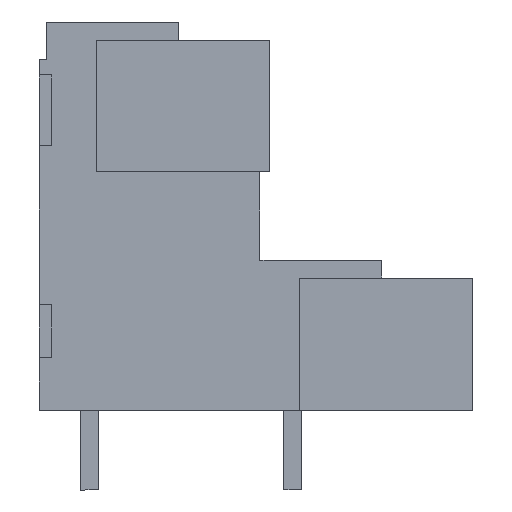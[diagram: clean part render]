
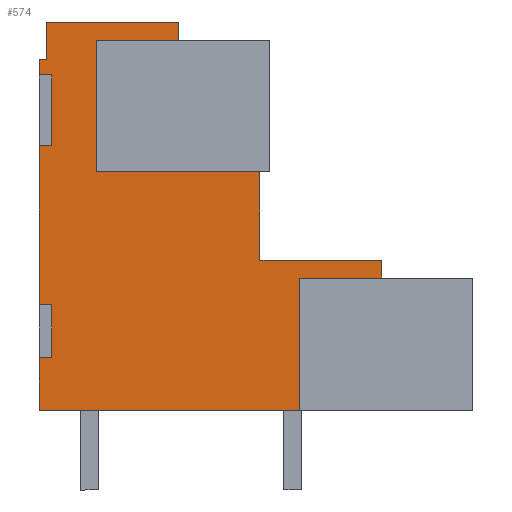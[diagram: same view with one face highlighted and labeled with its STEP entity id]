
A CAD part, left-side view. The second image highlights one B-rep face of the part: STEP entity #574.
In plain terms, the highlighted planar face has unit normal (-1, 0, 0).
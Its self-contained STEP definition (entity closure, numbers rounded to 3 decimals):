
#417=AXIS2_PLACEMENT_3D('Plane Axis2P3D',#414,#415,#416) ;
#87=CARTESIAN_POINT('Vertex',(0.7,21.3,18.025)) ;
#90=CARTESIAN_POINT('Line Origine',(0.7,16.675,18.025)) ;
#94=CARTESIAN_POINT('Vertex',(0.7,12.05,18.025)) ;
#295=CARTESIAN_POINT('Vertex',(0.7,16.65,25.475)) ;
#300=CARTESIAN_POINT('Line Origine',(0.7,18.975,25.475)) ;
#304=CARTESIAN_POINT('Vertex',(0.7,21.3,25.475)) ;
#402=CARTESIAN_POINT('Line Origine',(0.7,21.3,21.75)) ;
#414=CARTESIAN_POINT('Axis2P3D Location',(0.7,24.15,4.5)) ;
#419=CARTESIAN_POINT('Line Origine',(0.7,24.55,15.)) ;
#423=CARTESIAN_POINT('Vertex',(0.7,24.55,19.5)) ;
#425=CARTESIAN_POINT('Vertex',(0.7,24.55,10.5)) ;
#428=CARTESIAN_POINT('Line Origine',(0.7,24.2,10.5)) ;
#432=CARTESIAN_POINT('Vertex',(0.7,23.85,10.5)) ;
#435=CARTESIAN_POINT('Line Origine',(0.7,23.85,9.)) ;
#439=CARTESIAN_POINT('Vertex',(0.7,23.85,7.5)) ;
#442=CARTESIAN_POINT('Line Origine',(0.7,24.2,7.5)) ;
#446=CARTESIAN_POINT('Vertex',(0.7,24.55,7.5)) ;
#449=CARTESIAN_POINT('Line Origine',(0.7,24.55,6.)) ;
#453=CARTESIAN_POINT('Vertex',(0.7,24.55,4.5)) ;
#456=CARTESIAN_POINT('Line Origine',(0.7,17.175,4.5)) ;
#460=CARTESIAN_POINT('Vertex',(0.7,9.8,4.5)) ;
#463=CARTESIAN_POINT('Line Origine',(0.7,9.8,8.25)) ;
#467=CARTESIAN_POINT('Vertex',(0.7,9.8,12.)) ;
#470=CARTESIAN_POINT('Line Origine',(0.7,7.475,12.)) ;
#474=CARTESIAN_POINT('Vertex',(0.7,5.15,12.)) ;
#477=CARTESIAN_POINT('Line Origine',(0.7,5.15,12.5)) ;
#481=CARTESIAN_POINT('Vertex',(0.7,5.15,13.)) ;
#484=CARTESIAN_POINT('Line Origine',(0.7,8.6,13.)) ;
#488=CARTESIAN_POINT('Vertex',(0.7,12.05,13.)) ;
#491=CARTESIAN_POINT('Line Origine',(0.7,12.05,15.512)) ;
#496=CARTESIAN_POINT('Line Origine',(0.7,16.65,25.987)) ;
#500=CARTESIAN_POINT('Vertex',(0.7,16.65,26.5)) ;
#503=CARTESIAN_POINT('Line Origine',(0.7,20.4,26.5)) ;
#507=CARTESIAN_POINT('Vertex',(0.7,24.15,26.5)) ;
#510=CARTESIAN_POINT('Line Origine',(0.7,24.15,25.445)) ;
#514=CARTESIAN_POINT('Vertex',(0.7,24.15,24.39)) ;
#517=CARTESIAN_POINT('Line Origine',(0.7,24.35,24.39)) ;
#521=CARTESIAN_POINT('Vertex',(0.7,24.55,24.39)) ;
#524=CARTESIAN_POINT('Line Origine',(0.7,24.55,23.945)) ;
#528=CARTESIAN_POINT('Vertex',(0.7,24.55,23.5)) ;
#531=CARTESIAN_POINT('Line Origine',(0.7,24.2,23.5)) ;
#535=CARTESIAN_POINT('Vertex',(0.7,23.85,23.5)) ;
#538=CARTESIAN_POINT('Line Origine',(0.7,23.85,21.5)) ;
#542=CARTESIAN_POINT('Vertex',(0.7,23.85,19.5)) ;
#545=CARTESIAN_POINT('Line Origine',(0.7,24.2,19.5)) ;
#91=DIRECTION('Vector Direction',(0.,1.,0.)) ;
#301=DIRECTION('Vector Direction',(0.,1.,0.)) ;
#403=DIRECTION('Vector Direction',(0.,0.,-1.)) ;
#415=DIRECTION('Axis2P3D Direction',(-1.,0.,0.)) ;
#416=DIRECTION('Axis2P3D XDirection',(0.,1.,0.)) ;
#420=DIRECTION('Vector Direction',(0.,0.,-1.)) ;
#429=DIRECTION('Vector Direction',(0.,-1.,0.)) ;
#436=DIRECTION('Vector Direction',(0.,0.,1.)) ;
#443=DIRECTION('Vector Direction',(0.,-1.,0.)) ;
#450=DIRECTION('Vector Direction',(0.,0.,-1.)) ;
#457=DIRECTION('Vector Direction',(0.,-1.,0.)) ;
#464=DIRECTION('Vector Direction',(0.,0.,-1.)) ;
#471=DIRECTION('Vector Direction',(0.,1.,0.)) ;
#478=DIRECTION('Vector Direction',(0.,0.,1.)) ;
#485=DIRECTION('Vector Direction',(0.,1.,0.)) ;
#492=DIRECTION('Vector Direction',(0.,0.,1.)) ;
#497=DIRECTION('Vector Direction',(0.,0.,1.)) ;
#504=DIRECTION('Vector Direction',(0.,-1.,0.)) ;
#511=DIRECTION('Vector Direction',(0.,0.,1.)) ;
#518=DIRECTION('Vector Direction',(0.,-1.,0.)) ;
#525=DIRECTION('Vector Direction',(0.,0.,-1.)) ;
#532=DIRECTION('Vector Direction',(0.,-1.,0.)) ;
#539=DIRECTION('Vector Direction',(0.,0.,1.)) ;
#546=DIRECTION('Vector Direction',(0.,-1.,0.)) ;
#92=VECTOR('Line Direction',#91,1.) ;
#302=VECTOR('Line Direction',#301,1.) ;
#404=VECTOR('Line Direction',#403,1.) ;
#421=VECTOR('Line Direction',#420,1.) ;
#430=VECTOR('Line Direction',#429,1.) ;
#437=VECTOR('Line Direction',#436,1.) ;
#444=VECTOR('Line Direction',#443,1.) ;
#451=VECTOR('Line Direction',#450,1.) ;
#458=VECTOR('Line Direction',#457,1.) ;
#465=VECTOR('Line Direction',#464,1.) ;
#472=VECTOR('Line Direction',#471,1.) ;
#479=VECTOR('Line Direction',#478,1.) ;
#486=VECTOR('Line Direction',#485,1.) ;
#493=VECTOR('Line Direction',#492,1.) ;
#498=VECTOR('Line Direction',#497,1.) ;
#505=VECTOR('Line Direction',#504,1.) ;
#512=VECTOR('Line Direction',#511,1.) ;
#519=VECTOR('Line Direction',#518,1.) ;
#526=VECTOR('Line Direction',#525,1.) ;
#533=VECTOR('Line Direction',#532,1.) ;
#540=VECTOR('Line Direction',#539,1.) ;
#547=VECTOR('Line Direction',#546,1.) ;
#551=ORIENTED_EDGE('',*,*,#427,.T.) ;
#552=ORIENTED_EDGE('',*,*,#434,.T.) ;
#553=ORIENTED_EDGE('',*,*,#441,.F.) ;
#554=ORIENTED_EDGE('',*,*,#448,.F.) ;
#555=ORIENTED_EDGE('',*,*,#455,.T.) ;
#556=ORIENTED_EDGE('',*,*,#462,.T.) ;
#557=ORIENTED_EDGE('',*,*,#469,.F.) ;
#558=ORIENTED_EDGE('',*,*,#476,.F.) ;
#559=ORIENTED_EDGE('',*,*,#483,.T.) ;
#560=ORIENTED_EDGE('',*,*,#490,.T.) ;
#561=ORIENTED_EDGE('',*,*,#495,.T.) ;
#562=ORIENTED_EDGE('',*,*,#96,.T.) ;
#563=ORIENTED_EDGE('',*,*,#406,.F.) ;
#564=ORIENTED_EDGE('',*,*,#306,.F.) ;
#565=ORIENTED_EDGE('',*,*,#502,.T.) ;
#566=ORIENTED_EDGE('',*,*,#509,.F.) ;
#567=ORIENTED_EDGE('',*,*,#516,.F.) ;
#568=ORIENTED_EDGE('',*,*,#523,.F.) ;
#569=ORIENTED_EDGE('',*,*,#530,.T.) ;
#570=ORIENTED_EDGE('',*,*,#537,.T.) ;
#571=ORIENTED_EDGE('',*,*,#544,.F.) ;
#572=ORIENTED_EDGE('',*,*,#549,.F.) ;
#574=ADVANCED_FACE('HOUSING',(#573),#418,.T.) ;
#96=EDGE_CURVE('',#95,#88,#93,.T.) ;
#306=EDGE_CURVE('',#296,#305,#303,.T.) ;
#406=EDGE_CURVE('',#305,#88,#405,.T.) ;
#427=EDGE_CURVE('',#424,#426,#422,.T.) ;
#434=EDGE_CURVE('',#426,#433,#431,.T.) ;
#441=EDGE_CURVE('',#440,#433,#438,.T.) ;
#448=EDGE_CURVE('',#447,#440,#445,.T.) ;
#455=EDGE_CURVE('',#447,#454,#452,.T.) ;
#462=EDGE_CURVE('',#454,#461,#459,.T.) ;
#469=EDGE_CURVE('',#468,#461,#466,.T.) ;
#476=EDGE_CURVE('',#475,#468,#473,.T.) ;
#483=EDGE_CURVE('',#475,#482,#480,.T.) ;
#490=EDGE_CURVE('',#482,#489,#487,.T.) ;
#495=EDGE_CURVE('',#489,#95,#494,.T.) ;
#502=EDGE_CURVE('',#296,#501,#499,.T.) ;
#509=EDGE_CURVE('',#508,#501,#506,.T.) ;
#516=EDGE_CURVE('',#515,#508,#513,.T.) ;
#523=EDGE_CURVE('',#522,#515,#520,.T.) ;
#530=EDGE_CURVE('',#522,#529,#527,.T.) ;
#537=EDGE_CURVE('',#529,#536,#534,.T.) ;
#544=EDGE_CURVE('',#543,#536,#541,.T.) ;
#549=EDGE_CURVE('',#424,#543,#548,.T.) ;
#550=EDGE_LOOP('',(#551,#552,#553,#554,#555,#556,#557,#558,#559,#560,#561,#562,#563,#564,#565,#566,#567,#568,#569,#570,#571,#572)) ;
#573=FACE_OUTER_BOUND('',#550,.T.) ;
#93=LINE('Line',#90,#92) ;
#303=LINE('Line',#300,#302) ;
#405=LINE('Line',#402,#404) ;
#422=LINE('Line',#419,#421) ;
#431=LINE('Line',#428,#430) ;
#438=LINE('Line',#435,#437) ;
#445=LINE('Line',#442,#444) ;
#452=LINE('Line',#449,#451) ;
#459=LINE('Line',#456,#458) ;
#466=LINE('Line',#463,#465) ;
#473=LINE('Line',#470,#472) ;
#480=LINE('Line',#477,#479) ;
#487=LINE('Line',#484,#486) ;
#494=LINE('Line',#491,#493) ;
#499=LINE('Line',#496,#498) ;
#506=LINE('Line',#503,#505) ;
#513=LINE('Line',#510,#512) ;
#520=LINE('Line',#517,#519) ;
#527=LINE('Line',#524,#526) ;
#534=LINE('Line',#531,#533) ;
#541=LINE('Line',#538,#540) ;
#548=LINE('Line',#545,#547) ;
#418=PLANE('',#417) ;
#88=VERTEX_POINT('',#87) ;
#95=VERTEX_POINT('',#94) ;
#296=VERTEX_POINT('',#295) ;
#305=VERTEX_POINT('',#304) ;
#424=VERTEX_POINT('',#423) ;
#426=VERTEX_POINT('',#425) ;
#433=VERTEX_POINT('',#432) ;
#440=VERTEX_POINT('',#439) ;
#447=VERTEX_POINT('',#446) ;
#454=VERTEX_POINT('',#453) ;
#461=VERTEX_POINT('',#460) ;
#468=VERTEX_POINT('',#467) ;
#475=VERTEX_POINT('',#474) ;
#482=VERTEX_POINT('',#481) ;
#489=VERTEX_POINT('',#488) ;
#501=VERTEX_POINT('',#500) ;
#508=VERTEX_POINT('',#507) ;
#515=VERTEX_POINT('',#514) ;
#522=VERTEX_POINT('',#521) ;
#529=VERTEX_POINT('',#528) ;
#536=VERTEX_POINT('',#535) ;
#543=VERTEX_POINT('',#542) ;
